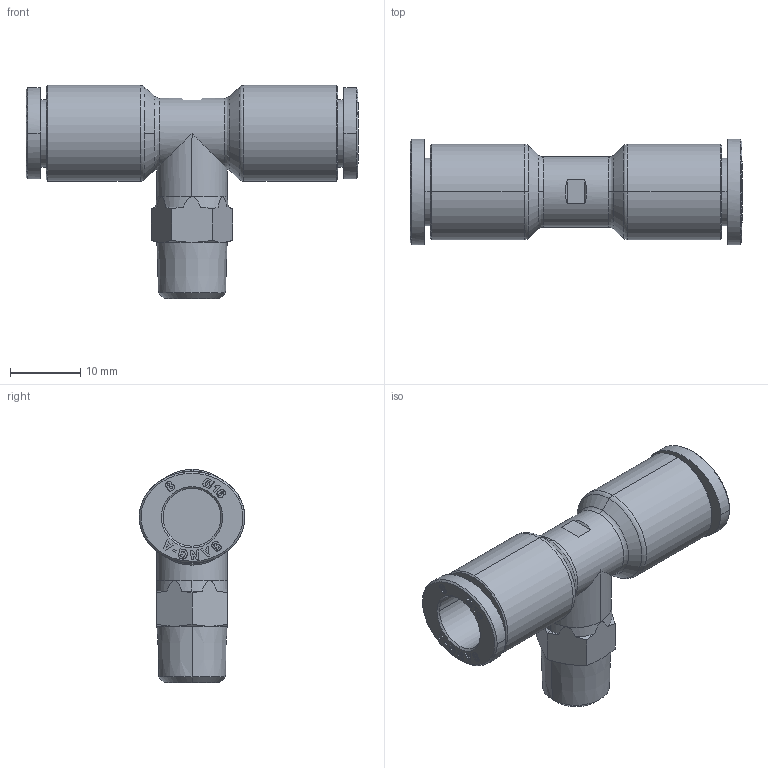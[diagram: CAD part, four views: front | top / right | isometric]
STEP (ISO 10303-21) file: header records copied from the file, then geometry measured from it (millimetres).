
FILE_DESCRIPTION (( 'STEP AP214' ), '1' );
FILE_NAME ('PT08-01.stp', '2015-09-25T13:16:23', ( '' ), ( '' ), 'SwSTEP 2.0', 'SolidWorks 2015', '' );
FILE_SCHEMA (( 'AUTOMOTIVE_DESIGN' ));
Length unit declared in the file: millimetre
Products named in the file (2): ｦ+ﾃｦ1; PT08-01
Assembly tree (1 placements, depth 2):
  PT08-01
    ｦ+ﾃｦ1
Bounding box: 47.2 x 15 x 30.3 mm (x, y, z)
Volume: 5320.4 mm3; surface area: 4200.6 mm2
Topology: 1 solids, 1 shells, 829 faces, 2324 edges, 1536 vertices
Faces by surface type: plane 685, bspline 64, cone 43, cylinder 33, torus 4
Entity records: 28830 total; most frequent: CARTESIAN_POINT 7315, ORIENTED_EDGE 4644, DIRECTION 3793, EDGE_CURVE 2322, VECTOR 2001, LINE 2001, VERTEX_POINT 1536, AXIS2_PLACEMENT_3D 896
